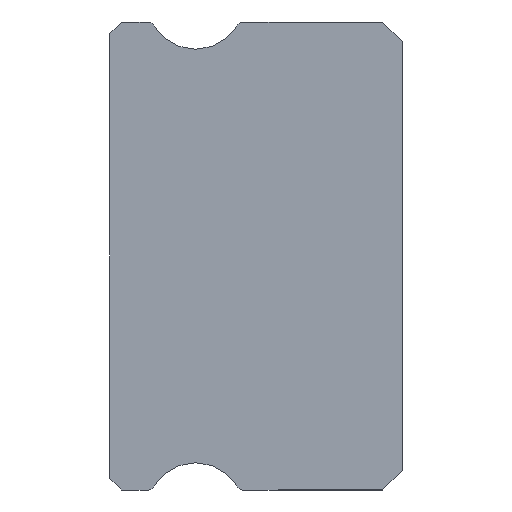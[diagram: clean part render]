
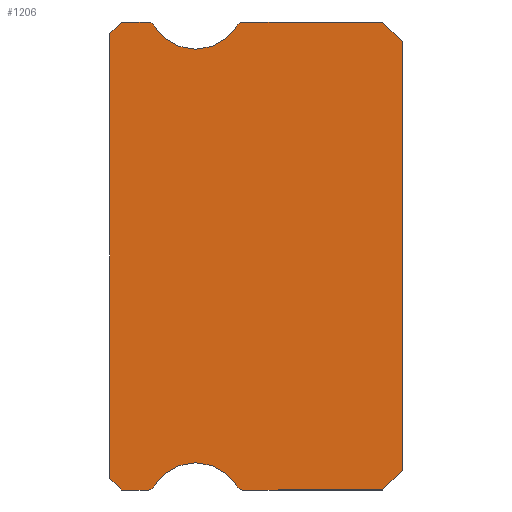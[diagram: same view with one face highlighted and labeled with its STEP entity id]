
A CAD part, left-side view. The second image highlights one B-rep face of the part: STEP entity #1206.
In plain terms, the highlighted planar face has unit normal (-1, 0, 0).
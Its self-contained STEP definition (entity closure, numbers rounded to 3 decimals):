
#99 = VECTOR ( 'NONE', #1481, 1000. ) ;
#183 = LINE ( 'NONE', #812, #2181 ) ;
#222 = DIRECTION ( 'NONE',  ( 1., 0., 0. ) ) ;
#303 = DIRECTION ( 'NONE',  ( 0., 0., -1. ) ) ;
#328 = CARTESIAN_POINT ( 'NONE',  ( -12.5, 6.512, 5.85 ) ) ;
#330 = VERTEX_POINT ( 'NONE', #1379 ) ;
#400 = DIRECTION ( 'NONE',  ( 1., 0., 0. ) ) ;
#404 = CARTESIAN_POINT ( 'NONE',  ( -12.5, 6.512, 5.85 ) ) ;
#501 = CARTESIAN_POINT ( 'NONE',  ( -12.5, 4.088, -5.85 ) ) ;
#520 = EDGE_CURVE ( 'NONE', #3120, #4500, #1534, .T. ) ;
#551 = CARTESIAN_POINT ( 'NONE',  ( -12.5, 7.5, 5.7 ) ) ;
#559 = VECTOR ( 'NONE', #4995, 1000. ) ;
#630 = CARTESIAN_POINT ( 'NONE',  ( -12.5, 4.088, -6. ) ) ;
#724 = VERTEX_POINT ( 'NONE', #2375 ) ;
#752 = AXIS2_PLACEMENT_3D ( 'NONE', #4690, #7083, #303 ) ;
#812 = CARTESIAN_POINT ( 'NONE',  ( -12.5, 0., -5.5 ) ) ;
#824 = CARTESIAN_POINT ( 'NONE',  ( -12.5, 0.5, 6. ) ) ;
#850 = ORIENTED_EDGE ( 'NONE', *, *, #3022, .T. ) ;
#949 = CARTESIAN_POINT ( 'NONE',  ( -12.5, 6.512, -6. ) ) ;
#990 = EDGE_CURVE ( 'NONE', #6294, #1023, #7586, .T. ) ;
#1023 = VERTEX_POINT ( 'NONE', #2623 ) ;
#1030 = VERTEX_POINT ( 'NONE', #2778 ) ;
#1131 = ORIENTED_EDGE ( 'NONE', *, *, #990, .T. ) ;
#1201 = LINE ( 'NONE', #7467, #7263 ) ;
#1206 = ADVANCED_FACE ( 'NONE', ( #6007 ), #7834, .F. ) ;
#1379 = CARTESIAN_POINT ( 'NONE',  ( -12.5, 7.2, 6. ) ) ;
#1403 = CIRCLE ( 'NONE', #2190, 1.25 ) ;
#1432 = VERTEX_POINT ( 'NONE', #6639 ) ;
#1481 = DIRECTION ( 'NONE',  ( 0., -0.707, -0.707 ) ) ;
#1526 = VERTEX_POINT ( 'NONE', #630 ) ;
#1534 = CIRCLE ( 'NONE', #752, 1.25 ) ;
#1639 = DIRECTION ( 'NONE',  ( -1., 0., 0. ) ) ;
#1753 = EDGE_CURVE ( 'NONE', #1432, #4293, #2440, .T. ) ;
#1953 = AXIS2_PLACEMENT_3D ( 'NONE', #404, #7875, #2294 ) ;
#2023 = AXIS2_PLACEMENT_3D ( 'NONE', #5357, #400, #5432 ) ;
#2088 = EDGE_CURVE ( 'NONE', #4293, #3120, #3835, .T. ) ;
#2181 = VECTOR ( 'NONE', #5144, 1000. ) ;
#2190 = AXIS2_PLACEMENT_3D ( 'NONE', #6651, #1639, #4735 ) ;
#2262 = ORIENTED_EDGE ( 'NONE', *, *, #6585, .T. ) ;
#2284 = CIRCLE ( 'NONE', #3975, 0.15 ) ;
#2294 = DIRECTION ( 'NONE',  ( 0., 0., -1. ) ) ;
#2375 = CARTESIAN_POINT ( 'NONE',  ( -12.5, 4.217, -5.925 ) ) ;
#2440 = CIRCLE ( 'NONE', #7384, 0.15 ) ;
#2441 = EDGE_CURVE ( 'NONE', #4254, #1526, #4054, .T. ) ;
#2491 = EDGE_CURVE ( 'NONE', #4500, #4265, #2284, .T. ) ;
#2609 = EDGE_CURVE ( 'NONE', #1030, #1023, #4112, .T. ) ;
#2623 = CARTESIAN_POINT ( 'NONE',  ( -12.5, 6.512, -6. ) ) ;
#2652 = EDGE_CURVE ( 'NONE', #1432, #330, #7309, .T. ) ;
#2655 = VECTOR ( 'NONE', #3315, 1000. ) ;
#2740 = DIRECTION ( 'NONE',  ( 0., 0., -1. ) ) ;
#2778 = CARTESIAN_POINT ( 'NONE',  ( -12.5, 6.383, -5.925 ) ) ;
#2858 = DIRECTION ( 'NONE',  ( 0., 1., 0. ) ) ;
#2917 = CARTESIAN_POINT ( 'NONE',  ( -12.5, 0.5, -6. ) ) ;
#3022 = EDGE_CURVE ( 'NONE', #4083, #6521, #3195, .T. ) ;
#3064 = AXIS2_PLACEMENT_3D ( 'NONE', #5404, #3558, #7883 ) ;
#3120 = VERTEX_POINT ( 'NONE', #4576 ) ;
#3195 = LINE ( 'NONE', #3278, #5158 ) ;
#3272 = CARTESIAN_POINT ( 'NONE',  ( -12.5, 7.5, 5.7 ) ) ;
#3278 = CARTESIAN_POINT ( 'NONE',  ( -12.5, 0., 5.5 ) ) ;
#3315 = DIRECTION ( 'NONE',  ( 0., -0.707, -0.707 ) ) ;
#3321 = EDGE_CURVE ( 'NONE', #1526, #724, #6078, .T. ) ;
#3517 = CARTESIAN_POINT ( 'NONE',  ( -12.5, 0.5, 6. ) ) ;
#3558 = DIRECTION ( 'NONE',  ( -1., 0., 0. ) ) ;
#3682 = ORIENTED_EDGE ( 'NONE', *, *, #2441, .F. ) ;
#3835 = CIRCLE ( 'NONE', #3064, 1.25 ) ;
#3975 = AXIS2_PLACEMENT_3D ( 'NONE', #5063, #222, #2740 ) ;
#4054 = LINE ( 'NONE', #949, #5928 ) ;
#4077 = ORIENTED_EDGE ( 'NONE', *, *, #7108, .F. ) ;
#4082 = CARTESIAN_POINT ( 'NONE',  ( -12.5, 7.2, 6. ) ) ;
#4083 = VERTEX_POINT ( 'NONE', #4501 ) ;
#4112 = CIRCLE ( 'NONE', #2023, 0.15 ) ;
#4254 = VERTEX_POINT ( 'NONE', #2917 ) ;
#4265 = VERTEX_POINT ( 'NONE', #5497 ) ;
#4293 = VERTEX_POINT ( 'NONE', #7961 ) ;
#4341 = VERTEX_POINT ( 'NONE', #5057 ) ;
#4500 = VERTEX_POINT ( 'NONE', #4802 ) ;
#4501 = CARTESIAN_POINT ( 'NONE',  ( -12.5, 0., -5.5 ) ) ;
#4519 = CARTESIAN_POINT ( 'NONE',  ( -12.5, 6.512, -6. ) ) ;
#4576 = CARTESIAN_POINT ( 'NONE',  ( -12.5, 5.3, 5.3 ) ) ;
#4580 = LINE ( 'NONE', #7070, #99 ) ;
#4690 = CARTESIAN_POINT ( 'NONE',  ( -12.5, 5.3, 6.55 ) ) ;
#4706 = CARTESIAN_POINT ( 'NONE',  ( -12.5, 6.512, 6. ) ) ;
#4735 = DIRECTION ( 'NONE',  ( 0., 0., -1. ) ) ;
#4795 = DIRECTION ( 'NONE',  ( 1., 0., 0. ) ) ;
#4802 = CARTESIAN_POINT ( 'NONE',  ( -12.5, 4.217, 5.925 ) ) ;
#4850 = ORIENTED_EDGE ( 'NONE', *, *, #5970, .F. ) ;
#4988 = EDGE_CURVE ( 'NONE', #4341, #6294, #4580, .T. ) ;
#4995 = DIRECTION ( 'NONE',  ( 0., 0.707, -0.707 ) ) ;
#5016 = DIRECTION ( 'NONE',  ( 1., 0., 0. ) ) ;
#5057 = CARTESIAN_POINT ( 'NONE',  ( -12.5, 7.5, -5.7 ) ) ;
#5063 = CARTESIAN_POINT ( 'NONE',  ( -12.5, 4.088, 5.85 ) ) ;
#5121 = DIRECTION ( 'NONE',  ( 0., 0., 1. ) ) ;
#5140 = DIRECTION ( 'NONE',  ( 0., 0., -1. ) ) ;
#5144 = DIRECTION ( 'NONE',  ( 0., 0.707, -0.707 ) ) ;
#5158 = VECTOR ( 'NONE', #5121, 1000. ) ;
#5226 = VERTEX_POINT ( 'NONE', #3272 ) ;
#5303 = ORIENTED_EDGE ( 'NONE', *, *, #2652, .T. ) ;
#5351 = EDGE_LOOP ( 'NONE', ( #2262, #4850, #7323, #1131, #7968, #6174, #6688, #3682, #5426, #850, #6336, #4077, #5499, #7166, #6140, #5980, #5303 ) ) ;
#5357 = CARTESIAN_POINT ( 'NONE',  ( -12.5, 6.512, -5.85 ) ) ;
#5404 = CARTESIAN_POINT ( 'NONE',  ( -12.5, 5.3, 6.55 ) ) ;
#5426 = ORIENTED_EDGE ( 'NONE', *, *, #5993, .F. ) ;
#5432 = DIRECTION ( 'NONE',  ( 0., 0., -1. ) ) ;
#5497 = CARTESIAN_POINT ( 'NONE',  ( -12.5, 4.088, 6. ) ) ;
#5499 = ORIENTED_EDGE ( 'NONE', *, *, #2491, .F. ) ;
#5711 = VECTOR ( 'NONE', #5757, 1000. ) ;
#5757 = DIRECTION ( 'NONE',  ( 0., -1., 0. ) ) ;
#5759 = VECTOR ( 'NONE', #7270, 1000. ) ;
#5926 = DIRECTION ( 'NONE',  ( 0., 1., 0. ) ) ;
#5928 = VECTOR ( 'NONE', #5926, 1000. ) ;
#5970 = EDGE_CURVE ( 'NONE', #4341, #5226, #1201, .T. ) ;
#5980 = ORIENTED_EDGE ( 'NONE', *, *, #1753, .F. ) ;
#5993 = EDGE_CURVE ( 'NONE', #4083, #4254, #183, .T. ) ;
#6007 = FACE_OUTER_BOUND ( 'NONE', #5351, .T. ) ;
#6060 = VECTOR ( 'NONE', #2858, 1000. ) ;
#6078 = CIRCLE ( 'NONE', #6973, 0.15 ) ;
#6140 = ORIENTED_EDGE ( 'NONE', *, *, #2088, .F. ) ;
#6174 = ORIENTED_EDGE ( 'NONE', *, *, #6185, .F. ) ;
#6185 = EDGE_CURVE ( 'NONE', #724, #1030, #1403, .T. ) ;
#6249 = VERTEX_POINT ( 'NONE', #3517 ) ;
#6294 = VERTEX_POINT ( 'NONE', #7073 ) ;
#6336 = ORIENTED_EDGE ( 'NONE', *, *, #6787, .F. ) ;
#6521 = VERTEX_POINT ( 'NONE', #7239 ) ;
#6585 = EDGE_CURVE ( 'NONE', #330, #5226, #7944, .T. ) ;
#6626 = DIRECTION ( 'NONE',  ( 0., 0., -1. ) ) ;
#6639 = CARTESIAN_POINT ( 'NONE',  ( -12.5, 6.512, 6. ) ) ;
#6651 = CARTESIAN_POINT ( 'NONE',  ( -12.5, 5.3, -6.55 ) ) ;
#6688 = ORIENTED_EDGE ( 'NONE', *, *, #3321, .F. ) ;
#6787 = EDGE_CURVE ( 'NONE', #6249, #6521, #7515, .T. ) ;
#6973 = AXIS2_PLACEMENT_3D ( 'NONE', #501, #5016, #5140 ) ;
#7070 = CARTESIAN_POINT ( 'NONE',  ( -12.5, 7.2, -6. ) ) ;
#7073 = CARTESIAN_POINT ( 'NONE',  ( -12.5, 7.2, -6. ) ) ;
#7083 = DIRECTION ( 'NONE',  ( -1., 0., 0. ) ) ;
#7108 = EDGE_CURVE ( 'NONE', #4265, #6249, #7320, .T. ) ;
#7166 = ORIENTED_EDGE ( 'NONE', *, *, #520, .F. ) ;
#7239 = CARTESIAN_POINT ( 'NONE',  ( -12.5, 0., 5.5 ) ) ;
#7263 = VECTOR ( 'NONE', #7392, 1000. ) ;
#7270 = DIRECTION ( 'NONE',  ( 0., -1., 0. ) ) ;
#7309 = LINE ( 'NONE', #4082, #6060 ) ;
#7320 = LINE ( 'NONE', #4706, #5759 ) ;
#7323 = ORIENTED_EDGE ( 'NONE', *, *, #4988, .T. ) ;
#7384 = AXIS2_PLACEMENT_3D ( 'NONE', #328, #4795, #6626 ) ;
#7392 = DIRECTION ( 'NONE',  ( 0., 0., 1. ) ) ;
#7467 = CARTESIAN_POINT ( 'NONE',  ( -12.5, 7.5, 5.85 ) ) ;
#7515 = LINE ( 'NONE', #824, #2655 ) ;
#7586 = LINE ( 'NONE', #4519, #5711 ) ;
#7834 = PLANE ( 'NONE',  #1953 ) ;
#7875 = DIRECTION ( 'NONE',  ( 1., 0., 0. ) ) ;
#7883 = DIRECTION ( 'NONE',  ( 0., 0., -1. ) ) ;
#7944 = LINE ( 'NONE', #551, #559 ) ;
#7961 = CARTESIAN_POINT ( 'NONE',  ( -12.5, 6.383, 5.925 ) ) ;
#7968 = ORIENTED_EDGE ( 'NONE', *, *, #2609, .F. ) ;
